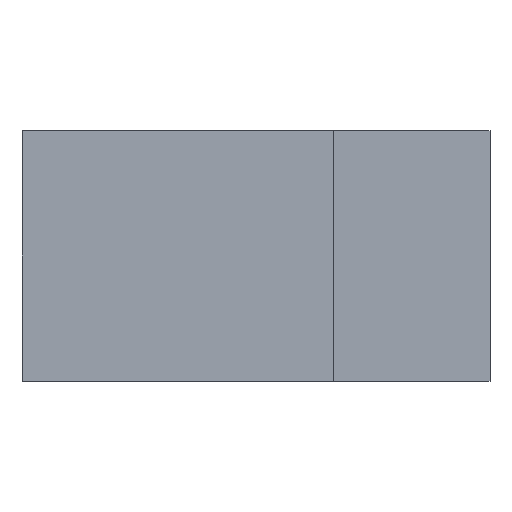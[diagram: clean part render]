
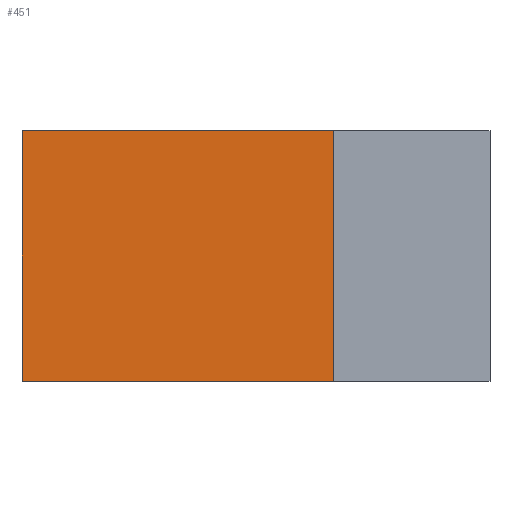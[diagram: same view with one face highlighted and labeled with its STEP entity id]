
A CAD part, left-side view. The second image highlights one B-rep face of the part: STEP entity #451.
In plain terms, the highlighted planar face has unit normal (-1, 0, 0).
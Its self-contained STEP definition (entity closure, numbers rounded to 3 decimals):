
#7 = CARTESIAN_POINT ( 'NONE',  ( -6.6, 2.8, 0. ) ) ;
#59 = VECTOR ( 'NONE', #173, 1000. ) ;
#72 = CARTESIAN_POINT ( 'NONE',  ( -6.6, 2.8, 4.5 ) ) ;
#74 = EDGE_CURVE ( 'NONE', #240, #542, #512, .T. ) ;
#89 = ORIENTED_EDGE ( 'NONE', *, *, #178, .T. ) ;
#115 = VERTEX_POINT ( 'NONE', #157 ) ;
#142 = ORIENTED_EDGE ( 'NONE', *, *, #175, .F. ) ;
#147 = CARTESIAN_POINT ( 'NONE',  ( -6.6, 2.8, 4.5 ) ) ;
#149 = AXIS2_PLACEMENT_3D ( 'NONE', #561, #431, #342 ) ;
#157 = CARTESIAN_POINT ( 'NONE',  ( -6.6, 8.4, 0. ) ) ;
#168 = LINE ( 'NONE', #476, #59 ) ;
#173 = DIRECTION ( 'NONE',  ( 0., 0., -1. ) ) ;
#175 = EDGE_CURVE ( 'NONE', #542, #367, #567, .T. ) ;
#178 = EDGE_CURVE ( 'NONE', #240, #115, #168, .T. ) ;
#207 = FACE_OUTER_BOUND ( 'NONE', #271, .T. ) ;
#232 = CARTESIAN_POINT ( 'NONE',  ( -6.6, 8.4, 4.5 ) ) ;
#240 = VERTEX_POINT ( 'NONE', #232 ) ;
#271 = EDGE_LOOP ( 'NONE', ( #424, #142, #323, #89 ) ) ;
#289 = PLANE ( 'NONE',  #149 ) ;
#299 = LINE ( 'NONE', #429, #486 ) ;
#303 = DIRECTION ( 'NONE',  ( 0., 0., -1. ) ) ;
#314 = CARTESIAN_POINT ( 'NONE',  ( -6.6, 2.8, 4.5 ) ) ;
#323 = ORIENTED_EDGE ( 'NONE', *, *, #74, .F. ) ;
#342 = DIRECTION ( 'NONE',  ( 0., 1., 0. ) ) ;
#367 = VERTEX_POINT ( 'NONE', #7 ) ;
#424 = ORIENTED_EDGE ( 'NONE', *, *, #484, .T. ) ;
#426 = VECTOR ( 'NONE', #439, 1000. ) ;
#429 = CARTESIAN_POINT ( 'NONE',  ( -6.6, 2.8, 0. ) ) ;
#431 = DIRECTION ( 'NONE',  ( 1., 0., 0. ) ) ;
#439 = DIRECTION ( 'NONE',  ( 0., -1., 0. ) ) ;
#451 = ADVANCED_FACE ( 'NONE', ( #207 ), #289, .F. ) ;
#476 = CARTESIAN_POINT ( 'NONE',  ( -6.6, 8.4, 4.5 ) ) ;
#484 = EDGE_CURVE ( 'NONE', #115, #367, #299, .T. ) ;
#486 = VECTOR ( 'NONE', #559, 1000. ) ;
#501 = VECTOR ( 'NONE', #303, 1000. ) ;
#512 = LINE ( 'NONE', #314, #426 ) ;
#542 = VERTEX_POINT ( 'NONE', #147 ) ;
#559 = DIRECTION ( 'NONE',  ( 0., -1., 0. ) ) ;
#561 = CARTESIAN_POINT ( 'NONE',  ( -6.6, 2.8, 4.5 ) ) ;
#567 = LINE ( 'NONE', #72, #501 ) ;
